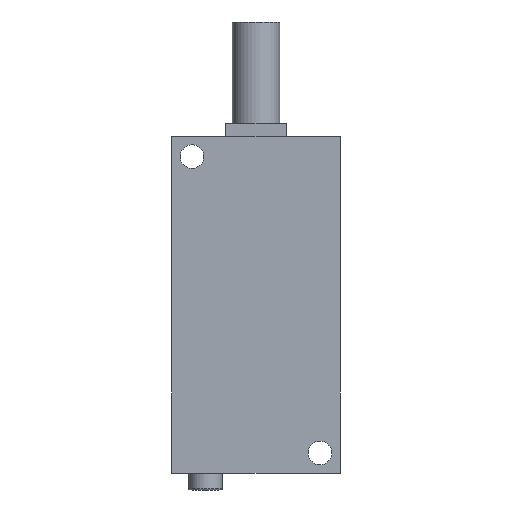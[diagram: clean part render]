
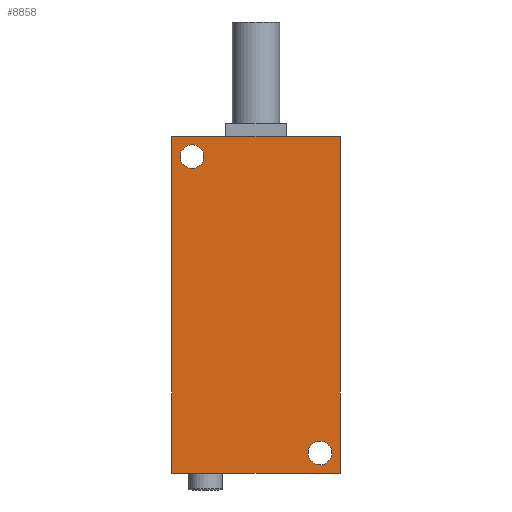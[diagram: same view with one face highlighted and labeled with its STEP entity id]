
A CAD part, front view. The second image highlights one B-rep face of the part: STEP entity #8858.
In plain terms, the highlighted planar face has unit normal (0, -1, 0).
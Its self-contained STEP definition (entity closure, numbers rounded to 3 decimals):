
#16 = EDGE_CURVE ( 'NONE', #8223, #1639, #7417, .T. ) ;
#56 = EDGE_CURVE ( 'NONE', #9822, #6451, #1526, .T. ) ;
#77 = DIRECTION ( 'NONE',  ( 0., 1., 0. ) ) ;
#190 = PLANE ( 'NONE',  #4782 ) ;
#725 = EDGE_CURVE ( 'NONE', #1639, #4143, #4705, .T. ) ;
#733 = CARTESIAN_POINT ( 'NONE',  ( -9.5, -1.6, 23.75 ) ) ;
#898 = ORIENTED_EDGE ( 'NONE', *, *, #11951, .T. ) ;
#929 = EDGE_CURVE ( 'NONE', #7166, #8223, #10530, .T. ) ;
#935 = ORIENTED_EDGE ( 'NONE', *, *, #3559, .T. ) ;
#1114 = CIRCLE ( 'NONE', #4850, 1.75 ) ;
#1526 = CIRCLE ( 'NONE', #12206, 1.75 ) ;
#1639 = VERTEX_POINT ( 'NONE', #8443 ) ;
#1901 = ORIENTED_EDGE ( 'NONE', *, *, #2981, .T. ) ;
#1975 = FACE_OUTER_BOUND ( 'NONE', #2175, .T. ) ;
#2175 = EDGE_LOOP ( 'NONE', ( #10366, #8046, #9787, #2633 ) ) ;
#2191 = EDGE_LOOP ( 'NONE', ( #935, #1901 ) ) ;
#2633 = ORIENTED_EDGE ( 'NONE', *, *, #725, .F. ) ;
#2704 = VECTOR ( 'NONE', #2907, 1000. ) ;
#2710 = DIRECTION ( 'NONE',  ( 0., 0., 1. ) ) ;
#2865 = CARTESIAN_POINT ( 'NONE',  ( -12.5, -1.6, -25. ) ) ;
#2907 = DIRECTION ( 'NONE',  ( 0., 0., 1. ) ) ;
#2981 = EDGE_CURVE ( 'NONE', #8568, #10315, #1114, .T. ) ;
#3559 = EDGE_CURVE ( 'NONE', #10315, #8568, #4073, .T. ) ;
#3767 = CARTESIAN_POINT ( 'NONE',  ( 9.5, -1.6, -22. ) ) ;
#3954 = CARTESIAN_POINT ( 'NONE',  ( 12.5, -1.6, -25. ) ) ;
#4073 = CIRCLE ( 'NONE', #5648, 1.75 ) ;
#4143 = VERTEX_POINT ( 'NONE', #11361 ) ;
#4527 = DIRECTION ( 'NONE',  ( 0., 0., 1. ) ) ;
#4582 = DIRECTION ( 'NONE',  ( 0., 1., 0. ) ) ;
#4705 = LINE ( 'NONE', #10411, #8652 ) ;
#4782 = AXIS2_PLACEMENT_3D ( 'NONE', #10269, #9519, #2710 ) ;
#4820 = VECTOR ( 'NONE', #7525, 1000. ) ;
#4850 = AXIS2_PLACEMENT_3D ( 'NONE', #5105, #5345, #6321 ) ;
#4871 = FACE_BOUND ( 'NONE', #10807, .T. ) ;
#5105 = CARTESIAN_POINT ( 'NONE',  ( -9.5, -1.6, 22. ) ) ;
#5345 = DIRECTION ( 'NONE',  ( 0., 1., 0. ) ) ;
#5628 = DIRECTION ( 'NONE',  ( 1., 0., 0. ) ) ;
#5648 = AXIS2_PLACEMENT_3D ( 'NONE', #11092, #10292, #4527 ) ;
#5747 = CARTESIAN_POINT ( 'NONE',  ( -12.5, -1.6, 25. ) ) ;
#5987 = CARTESIAN_POINT ( 'NONE',  ( 12.5, -1.6, -25. ) ) ;
#6321 = DIRECTION ( 'NONE',  ( 0., 0., 1. ) ) ;
#6382 = EDGE_CURVE ( 'NONE', #4143, #7166, #7282, .T. ) ;
#6451 = VERTEX_POINT ( 'NONE', #11917 ) ;
#7166 = VERTEX_POINT ( 'NONE', #3954 ) ;
#7256 = ORIENTED_EDGE ( 'NONE', *, *, #56, .T. ) ;
#7282 = LINE ( 'NONE', #9215, #4820 ) ;
#7417 = LINE ( 'NONE', #5747, #2704 ) ;
#7481 = DIRECTION ( 'NONE',  ( 0., 0., 1. ) ) ;
#7525 = DIRECTION ( 'NONE',  ( 0., 0., -1. ) ) ;
#8046 = ORIENTED_EDGE ( 'NONE', *, *, #929, .F. ) ;
#8223 = VERTEX_POINT ( 'NONE', #2865 ) ;
#8246 = VECTOR ( 'NONE', #10599, 1000. ) ;
#8443 = CARTESIAN_POINT ( 'NONE',  ( -12.5, -1.6, 25. ) ) ;
#8541 = DIRECTION ( 'NONE',  ( 0., 0., 1. ) ) ;
#8568 = VERTEX_POINT ( 'NONE', #12208 ) ;
#8652 = VECTOR ( 'NONE', #5628, 1000. ) ;
#8858 = ADVANCED_FACE ( 'NONE', ( #11194, #4871, #1975 ), #190, .F. ) ;
#9215 = CARTESIAN_POINT ( 'NONE',  ( 12.5, -1.6, 25. ) ) ;
#9484 = CARTESIAN_POINT ( 'NONE',  ( 9.5, -1.6, -22. ) ) ;
#9519 = DIRECTION ( 'NONE',  ( 0., 1., 0. ) ) ;
#9787 = ORIENTED_EDGE ( 'NONE', *, *, #6382, .F. ) ;
#9822 = VERTEX_POINT ( 'NONE', #9851 ) ;
#9851 = CARTESIAN_POINT ( 'NONE',  ( 9.5, -1.6, -23.75 ) ) ;
#10269 = CARTESIAN_POINT ( 'NONE',  ( 0., -1.6, 0. ) ) ;
#10292 = DIRECTION ( 'NONE',  ( 0., 1., 0. ) ) ;
#10315 = VERTEX_POINT ( 'NONE', #733 ) ;
#10366 = ORIENTED_EDGE ( 'NONE', *, *, #16, .F. ) ;
#10411 = CARTESIAN_POINT ( 'NONE',  ( 12.5, -1.6, 25. ) ) ;
#10530 = LINE ( 'NONE', #5987, #8246 ) ;
#10599 = DIRECTION ( 'NONE',  ( -1., 0., 0. ) ) ;
#10807 = EDGE_LOOP ( 'NONE', ( #898, #7256 ) ) ;
#11092 = CARTESIAN_POINT ( 'NONE',  ( -9.5, -1.6, 22. ) ) ;
#11194 = FACE_BOUND ( 'NONE', #2191, .T. ) ;
#11361 = CARTESIAN_POINT ( 'NONE',  ( 12.5, -1.6, 25. ) ) ;
#11515 = CIRCLE ( 'NONE', #12140, 1.75 ) ;
#11917 = CARTESIAN_POINT ( 'NONE',  ( 9.5, -1.6, -20.25 ) ) ;
#11951 = EDGE_CURVE ( 'NONE', #6451, #9822, #11515, .T. ) ;
#12140 = AXIS2_PLACEMENT_3D ( 'NONE', #9484, #4582, #8541 ) ;
#12206 = AXIS2_PLACEMENT_3D ( 'NONE', #3767, #77, #7481 ) ;
#12208 = CARTESIAN_POINT ( 'NONE',  ( -9.5, -1.6, 20.25 ) ) ;
